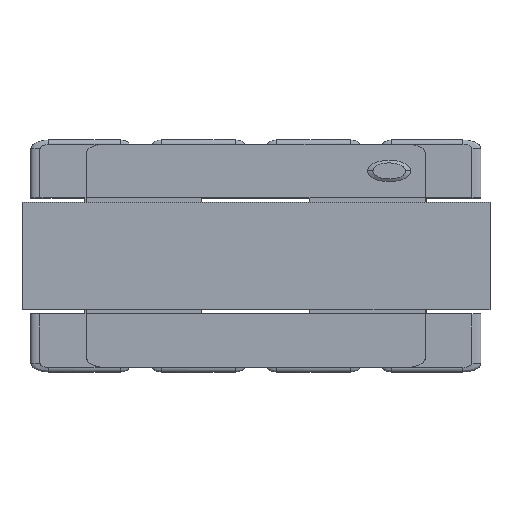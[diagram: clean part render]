
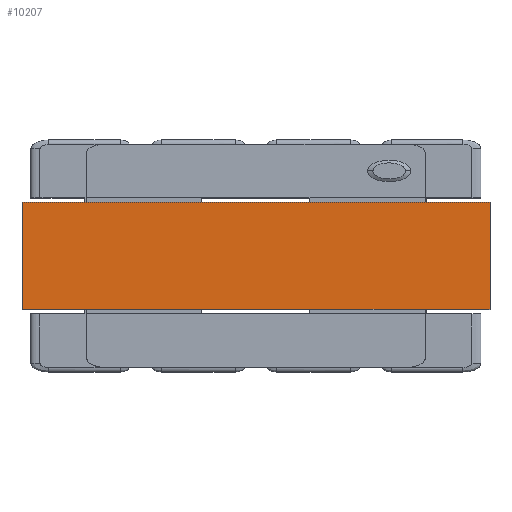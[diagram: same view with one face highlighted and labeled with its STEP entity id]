
A CAD part, top view. The second image highlights one B-rep face of the part: STEP entity #10207.
In plain terms, the highlighted planar face has unit normal (0, 0, 1).
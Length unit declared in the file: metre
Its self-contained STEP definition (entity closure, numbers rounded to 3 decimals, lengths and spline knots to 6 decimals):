
#192 = EDGE_CURVE ( 'NONE', #4142, #9083, #6979, .T. ) ;
#259 = DIRECTION ( 'NONE',  ( -1., 0., 0. ) ) ;
#576 = ORIENTED_EDGE ( 'NONE', *, *, #5384, .F. ) ;
#634 = CARTESIAN_POINT ( 'NONE',  ( 0.0235, 0.010447, 0.0119 ) ) ;
#1272 = AXIS2_PLACEMENT_3D ( 'NONE', #8918, #7065, #259 ) ;
#1366 = DIRECTION ( 'NONE',  ( 1., 0., 0. ) ) ;
#1425 = VECTOR ( 'NONE', #3399, 1. ) ;
#2267 = VECTOR ( 'NONE', #5766, 1. ) ;
#2770 = CARTESIAN_POINT ( 'NONE',  ( 0.0235, 0.002553, 0.0119 ) ) ;
#3186 = CARTESIAN_POINT ( 'NONE',  ( -0.011, 0.002553, 0.0119 ) ) ;
#3398 = EDGE_CURVE ( 'NONE', #10812, #10014, #9173, .T. ) ;
#3399 = DIRECTION ( 'NONE',  ( 0., -1., 0. ) ) ;
#3452 = LINE ( 'NONE', #7666, #1425 ) ;
#3560 = PLANE ( 'NONE',  #1272 ) ;
#3592 = EDGE_CURVE ( 'NONE', #9083, #10812, #3973, .T. ) ;
#3973 = LINE ( 'NONE', #3186, #2267 ) ;
#4122 = ORIENTED_EDGE ( 'NONE', *, *, #3398, .F. ) ;
#4142 = VERTEX_POINT ( 'NONE', #6793 ) ;
#4336 = CARTESIAN_POINT ( 'NONE',  ( -0.011, 0.002553, 0.0119 ) ) ;
#5262 = VECTOR ( 'NONE', #1366, 1. ) ;
#5384 = EDGE_CURVE ( 'NONE', #10014, #4142, #3452, .T. ) ;
#5766 = DIRECTION ( 'NONE',  ( 0., 1., 0. ) ) ;
#6131 = CARTESIAN_POINT ( 'NONE',  ( -0.011, 0.010447, 0.0119 ) ) ;
#6223 = FACE_OUTER_BOUND ( 'NONE', #9372, .T. ) ;
#6454 = ORIENTED_EDGE ( 'NONE', *, *, #3592, .F. ) ;
#6793 = CARTESIAN_POINT ( 'NONE',  ( 0.0235, 0.002553, 0.0119 ) ) ;
#6979 = LINE ( 'NONE', #2770, #9992 ) ;
#7065 = DIRECTION ( 'NONE',  ( 0., 0., -1. ) ) ;
#7666 = CARTESIAN_POINT ( 'NONE',  ( 0.0235, 0.010447, 0.0119 ) ) ;
#8154 = CARTESIAN_POINT ( 'NONE',  ( -0.011, 0.010447, 0.0119 ) ) ;
#8918 = CARTESIAN_POINT ( 'NONE',  ( 0.00625, 0.0065, 0.0119 ) ) ;
#9083 = VERTEX_POINT ( 'NONE', #4336 ) ;
#9173 = LINE ( 'NONE', #8154, #5262 ) ;
#9372 = EDGE_LOOP ( 'NONE', ( #6454, #10126, #576, #4122 ) ) ;
#9992 = VECTOR ( 'NONE', #10410, 1. ) ;
#10014 = VERTEX_POINT ( 'NONE', #634 ) ;
#10126 = ORIENTED_EDGE ( 'NONE', *, *, #192, .F. ) ;
#10207 = ADVANCED_FACE ( 'NONE', ( #6223 ), #3560, .F. ) ;
#10410 = DIRECTION ( 'NONE',  ( -1., 0., 0. ) ) ;
#10812 = VERTEX_POINT ( 'NONE', #6131 ) ;
